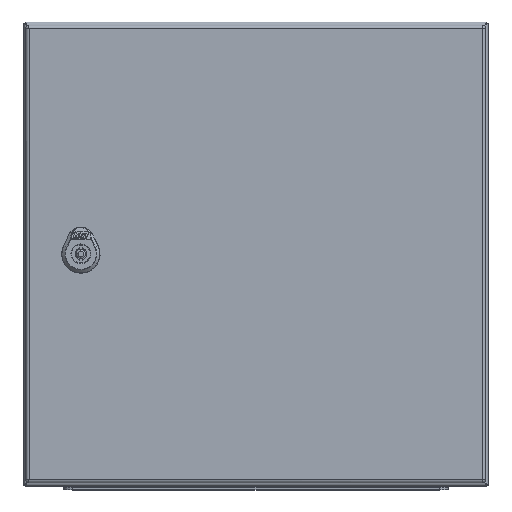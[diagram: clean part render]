
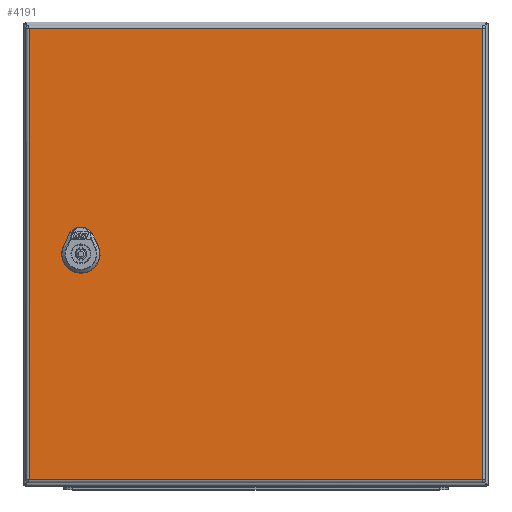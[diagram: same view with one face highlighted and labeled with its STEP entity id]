
A CAD part, top view. The second image highlights one B-rep face of the part: STEP entity #4191.
In plain terms, the highlighted face is planar.
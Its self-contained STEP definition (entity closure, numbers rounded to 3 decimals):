
#796=FACE_BOUND('',#6498,.T.);
#797=FACE_BOUND('',#6499,.T.);
#4191=ADVANCED_FACE('',(#796,#797),#4864,.F.);
#4864=PLANE('',#19468);
#6498=EDGE_LOOP('',(#10731,#10732,#10733,#10734,#10735,#10736,#10737,#10738));
#6499=EDGE_LOOP('',(#10739,#10740,#10741,#10742));
#7451=CIRCLE('',#19464,11.25);
#7452=CIRCLE('',#19465,11.25);
#7453=CIRCLE('',#19466,11.25);
#7454=CIRCLE('',#19467,11.25);
#10731=ORIENTED_EDGE('',*,*,#15330,.T.);
#10732=ORIENTED_EDGE('',*,*,#15331,.T.);
#10733=ORIENTED_EDGE('',*,*,#15332,.T.);
#10734=ORIENTED_EDGE('',*,*,#15333,.T.);
#10735=ORIENTED_EDGE('',*,*,#15334,.T.);
#10736=ORIENTED_EDGE('',*,*,#15335,.T.);
#10737=ORIENTED_EDGE('',*,*,#15336,.T.);
#10738=ORIENTED_EDGE('',*,*,#15337,.T.);
#10739=ORIENTED_EDGE('',*,*,#15338,.T.);
#10740=ORIENTED_EDGE('',*,*,#15339,.T.);
#10741=ORIENTED_EDGE('',*,*,#15340,.T.);
#10742=ORIENTED_EDGE('',*,*,#15341,.T.);
#13411=VERTEX_POINT('',#34901);
#13412=VERTEX_POINT('',#34902);
#13413=VERTEX_POINT('',#34904);
#13414=VERTEX_POINT('',#34906);
#13415=VERTEX_POINT('',#34908);
#13416=VERTEX_POINT('',#34910);
#13417=VERTEX_POINT('',#34912);
#13418=VERTEX_POINT('',#34914);
#13419=VERTEX_POINT('',#34917);
#13420=VERTEX_POINT('',#34918);
#13421=VERTEX_POINT('',#34920);
#13422=VERTEX_POINT('',#34922);
#15330=EDGE_CURVE('',#13411,#13412,#16935,.T.);
#15331=EDGE_CURVE('',#13412,#13413,#7451,.T.);
#15332=EDGE_CURVE('',#13413,#13414,#16936,.T.);
#15333=EDGE_CURVE('',#13414,#13415,#7452,.T.);
#15334=EDGE_CURVE('',#13415,#13416,#16937,.T.);
#15335=EDGE_CURVE('',#13416,#13417,#7453,.T.);
#15336=EDGE_CURVE('',#13417,#13418,#16938,.T.);
#15337=EDGE_CURVE('',#13418,#13411,#7454,.T.);
#15338=EDGE_CURVE('',#13419,#13420,#16939,.T.);
#15339=EDGE_CURVE('',#13420,#13421,#16940,.T.);
#15340=EDGE_CURVE('',#13421,#13422,#16941,.T.);
#15341=EDGE_CURVE('',#13422,#13419,#16942,.T.);
#16935=LINE('',#34900,#18109);
#16936=LINE('',#34905,#18110);
#16937=LINE('',#34909,#18111);
#16938=LINE('',#34913,#18112);
#16939=LINE('',#34916,#18113);
#16940=LINE('',#34919,#18114);
#16941=LINE('',#34921,#18115);
#16942=LINE('',#34923,#18116);
#18109=VECTOR('',#22604,1.);
#18110=VECTOR('',#22607,1.);
#18111=VECTOR('',#22610,1.);
#18112=VECTOR('',#22613,1.);
#18113=VECTOR('',#22616,1.);
#18114=VECTOR('',#22617,1.);
#18115=VECTOR('',#22618,1.);
#18116=VECTOR('',#22619,1.);
#19464=AXIS2_PLACEMENT_3D('',#34903,#22605,#22606);
#19465=AXIS2_PLACEMENT_3D('',#34907,#22608,#22609);
#19466=AXIS2_PLACEMENT_3D('',#34911,#22611,#22612);
#19467=AXIS2_PLACEMENT_3D('',#34915,#22614,#22615);
#19468=AXIS2_PLACEMENT_3D('',#34924,#22620,#22621);
#22604=DIRECTION('',(-1.,0.,0.));
#22605=DIRECTION('',(0.,0.,1.));
#22606=DIRECTION('',(1.,0.,0.));
#22607=DIRECTION('',(0.,-1.,0.));
#22608=DIRECTION('',(0.,0.,1.));
#22609=DIRECTION('',(1.,0.,0.));
#22610=DIRECTION('',(1.,0.,0.));
#22611=DIRECTION('',(0.,0.,1.));
#22612=DIRECTION('',(1.,0.,0.));
#22613=DIRECTION('',(0.,1.,0.));
#22614=DIRECTION('',(0.,0.,1.));
#22615=DIRECTION('',(1.,0.,0.));
#22616=DIRECTION('',(0.,1.,0.));
#22617=DIRECTION('',(1.,0.,0.));
#22618=DIRECTION('',(0.,-1.,0.));
#22619=DIRECTION('',(-1.,0.,0.));
#22620=DIRECTION('',(0.,0.,1.));
#22621=DIRECTION('',(1.,0.,0.));
#34900=CARTESIAN_POINT('',(-195.65,10.2,0.));
#34901=CARTESIAN_POINT('',(155.396,10.2,0.));
#34902=CARTESIAN_POINT('',(145.904,10.2,0.));
#34903=CARTESIAN_POINT('',(150.65,0.,0.));
#34904=CARTESIAN_POINT('',(140.45,4.746,0.));
#34905=CARTESIAN_POINT('',(140.45,-194.7,0.));
#34906=CARTESIAN_POINT('',(140.45,-4.746,0.));
#34907=CARTESIAN_POINT('',(150.65,0.,0.));
#34908=CARTESIAN_POINT('',(145.904,-10.2,0.));
#34909=CARTESIAN_POINT('',(-195.65,-10.2,0.));
#34910=CARTESIAN_POINT('',(155.396,-10.2,0.));
#34911=CARTESIAN_POINT('',(150.65,0.,0.));
#34912=CARTESIAN_POINT('',(160.85,-4.746,0.));
#34913=CARTESIAN_POINT('',(160.85,-194.7,0.));
#34914=CARTESIAN_POINT('',(160.85,4.746,0.));
#34915=CARTESIAN_POINT('',(150.65,0.,0.));
#34916=CARTESIAN_POINT('',(-195.35,-194.7,0.));
#34917=CARTESIAN_POINT('',(-195.35,-194.4,0.));
#34918=CARTESIAN_POINT('',(-195.35,194.4,0.));
#34919=CARTESIAN_POINT('',(-195.65,194.4,0.));
#34920=CARTESIAN_POINT('',(195.35,194.4,0.));
#34921=CARTESIAN_POINT('',(195.35,-194.7,0.));
#34922=CARTESIAN_POINT('',(195.35,-194.4,0.));
#34923=CARTESIAN_POINT('',(-195.65,-194.4,0.));
#34924=CARTESIAN_POINT('',(-195.65,-194.7,0.));
